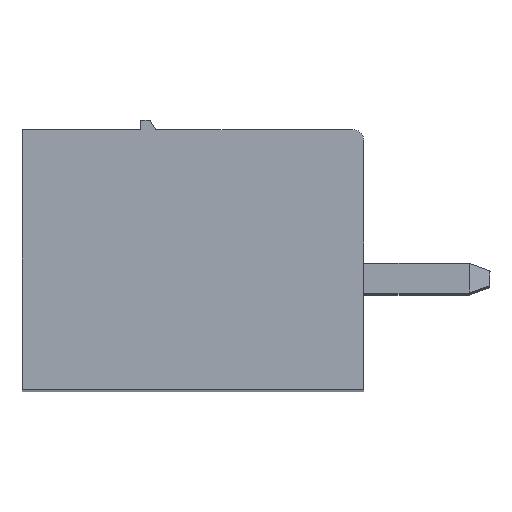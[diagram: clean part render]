
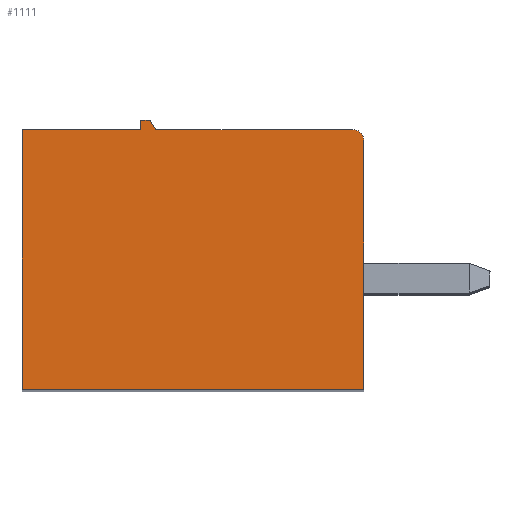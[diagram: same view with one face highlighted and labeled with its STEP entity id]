
A CAD part, top view. The second image highlights one B-rep face of the part: STEP entity #1111.
In plain terms, the highlighted planar face has unit normal (0, 0, 1).
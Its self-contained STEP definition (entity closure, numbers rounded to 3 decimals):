
#1111 = ADVANCED_FACE( '', ( #2306 ), #2307, .T. );
#2306 = FACE_OUTER_BOUND( '', #3534, .T. );
#2307 = PLANE( '', #3535 );
#3534 = EDGE_LOOP( '', ( #6749, #6750, #6751, #6752, #6753, #6754, #6755, #6756, #6757 ) );
#3535 = AXIS2_PLACEMENT_3D( '', #6758, #6759, #6760 );
#6749 = ORIENTED_EDGE( '', *, *, #7373, .T. );
#6750 = ORIENTED_EDGE( '', *, *, #8128, .T. );
#6751 = ORIENTED_EDGE( '', *, *, #8215, .T. );
#6752 = ORIENTED_EDGE( '', *, *, #8361, .T. );
#6753 = ORIENTED_EDGE( '', *, *, #7727, .T. );
#6754 = ORIENTED_EDGE( '', *, *, #7368, .T. );
#6755 = ORIENTED_EDGE( '', *, *, #8363, .T. );
#6756 = ORIENTED_EDGE( '', *, *, #7442, .T. );
#6757 = ORIENTED_EDGE( '', *, *, #7934, .T. );
#6758 = CARTESIAN_POINT( '', ( -72.727, 10.56, 66.048 ) );
#6759 = DIRECTION( '', ( 0., 0., 1. ) );
#6760 = DIRECTION( '', ( 1., 0., 0. ) );
#7368 = EDGE_CURVE( '', #8906, #8903, #8907, .T. );
#7373 = EDGE_CURVE( '', #8915, #8912, #8916, .T. );
#7442 = EDGE_CURVE( '', #9028, #9025, #9029, .T. );
#7727 = EDGE_CURVE( '', #9465, #8906, #9466, .T. );
#7934 = EDGE_CURVE( '', #9025, #8915, #9770, .T. );
#8128 = EDGE_CURVE( '', #8912, #10022, #10023, .T. );
#8215 = EDGE_CURVE( '', #10022, #10123, #10126, .T. );
#8361 = EDGE_CURVE( '', #10123, #9465, #10289, .T. );
#8363 = EDGE_CURVE( '', #8903, #9028, #10291, .T. );
#8903 = VERTEX_POINT( '', #11047 );
#8906 = VERTEX_POINT( '', #11051 );
#8907 = LINE( '', #11052, #11053 );
#8912 = VERTEX_POINT( '', #11060 );
#8915 = VERTEX_POINT( '', #11064 );
#8916 = LINE( '', #11065, #11066 );
#9025 = VERTEX_POINT( '', #11224 );
#9028 = VERTEX_POINT( '', #11228 );
#9029 = LINE( '', #11229, #11230 );
#9465 = VERTEX_POINT( '', #11873 );
#9466 = LINE( '', #11874, #11875 );
#9770 = LINE( '', #12330, #12331 );
#10022 = VERTEX_POINT( '', #12725 );
#10023 = LINE( '', #12726, #12727 );
#10123 = VERTEX_POINT( '', #12869 );
#10126 = CIRCLE( '', #12873, 0.3 );
#10289 = LINE( '', #13098, #13099 );
#10291 = LINE( '', #13101, #13102 );
#11047 = CARTESIAN_POINT( '', ( -78.427, 11.11, 66.048 ) );
#11051 = CARTESIAN_POINT( '', ( -78.177, 11.11, 66.048 ) );
#11052 = CARTESIAN_POINT( '', ( -78.427, 11.11, 66.048 ) );
#11053 = VECTOR( '', #13405, 1000. );
#11060 = CARTESIAN_POINT( '', ( -72.427, 3.86, 66.048 ) );
#11064 = CARTESIAN_POINT( '', ( -81.627, 3.86, 66.048 ) );
#11065 = CARTESIAN_POINT( '', ( -72.427, 3.86, 66.048 ) );
#11066 = VECTOR( '', #13409, 1000. );
#11224 = CARTESIAN_POINT( '', ( -81.627, 10.86, 66.048 ) );
#11228 = CARTESIAN_POINT( '', ( -78.427, 10.86, 66.048 ) );
#11229 = CARTESIAN_POINT( '', ( -81.627, 10.86, 66.048 ) );
#11230 = VECTOR( '', #13466, 1000. );
#11873 = CARTESIAN_POINT( '', ( -78.027, 10.86, 66.048 ) );
#11874 = CARTESIAN_POINT( '', ( -78.177, 11.11, 66.048 ) );
#11875 = VECTOR( '', #13707, 1000. );
#12330 = CARTESIAN_POINT( '', ( -81.627, 3.86, 66.048 ) );
#12331 = VECTOR( '', #13871, 1000. );
#12725 = CARTESIAN_POINT( '', ( -72.427, 10.56, 66.048 ) );
#12726 = CARTESIAN_POINT( '', ( -72.427, 10.56, 66.048 ) );
#12727 = VECTOR( '', #14035, 1000. );
#12869 = CARTESIAN_POINT( '', ( -72.727, 10.86, 66.048 ) );
#12873 = AXIS2_PLACEMENT_3D( '', #14097, #14098, #14099 );
#13098 = CARTESIAN_POINT( '', ( -78.027, 10.86, 66.048 ) );
#13099 = VECTOR( '', #14174, 1000. );
#13101 = CARTESIAN_POINT( '', ( -78.427, 10.86, 66.048 ) );
#13102 = VECTOR( '', #14175, 1000. );
#13405 = DIRECTION( '', ( -1., 0., 0. ) );
#13409 = DIRECTION( '', ( 1., 0., 0. ) );
#13466 = DIRECTION( '', ( -1., 0., 0. ) );
#13707 = DIRECTION( '', ( -0.514, 0.857, 0. ) );
#13871 = DIRECTION( '', ( 0., -1., 0. ) );
#14035 = DIRECTION( '', ( 0., 1., 0. ) );
#14097 = CARTESIAN_POINT( '', ( -72.727, 10.56, 66.048 ) );
#14098 = DIRECTION( '', ( 0., 0., 1. ) );
#14099 = DIRECTION( '', ( -0.707, -0.707, 0. ) );
#14174 = DIRECTION( '', ( -1., 0., 0. ) );
#14175 = DIRECTION( '', ( 0., -1., 0. ) );
